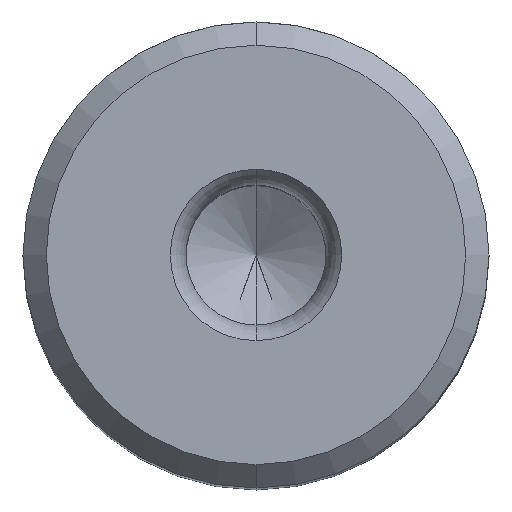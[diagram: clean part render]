
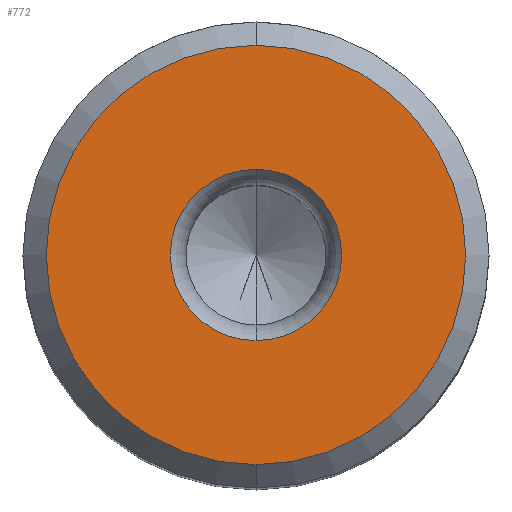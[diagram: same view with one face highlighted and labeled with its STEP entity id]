
A CAD part, top view. The second image highlights one B-rep face of the part: STEP entity #772.
In plain terms, the highlighted face is planar.
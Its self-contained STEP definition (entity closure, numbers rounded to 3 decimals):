
#179=CARTESIAN_POINT('',(0.,0.,0.));
#180=DIRECTION('',(0.,0.,-1.));
#181=DIRECTION('',(0.,1.,0.));
#182=AXIS2_PLACEMENT_3D('',#179,#180,#181);
#187=CARTESIAN_POINT('',(0.,0.,0.));
#188=DIRECTION('',(0.,0.,-1.));
#189=DIRECTION('',(0.,-1.,0.));
#190=AXIS2_PLACEMENT_3D('',#187,#188,#189);
#209=CARTESIAN_POINT('',(0.,0.,0.));
#210=DIRECTION('',(0.,0.,1.));
#211=DIRECTION('',(0.,1.,0.));
#212=AXIS2_PLACEMENT_3D('',#209,#210,#211);
#217=CARTESIAN_POINT('',(0.,0.,0.));
#218=DIRECTION('',(0.,0.,-1.));
#219=DIRECTION('',(0.,1.,0.));
#220=AXIS2_PLACEMENT_3D('',#217,#218,#219);
#702=CARTESIAN_POINT('',(0.,9.,0.));
#704=VERTEX_POINT('',#702);
#706=CARTESIAN_POINT('',(0.,-9.,0.));
#707=VERTEX_POINT('',#706);
#751=CARTESIAN_POINT('',(0.,3.677,0.));
#752=CARTESIAN_POINT('',(0.,-3.677,0.));
#753=VERTEX_POINT('',#751);
#754=VERTEX_POINT('',#752);
#755=CARTESIAN_POINT('',(0.,0.,0.));
#756=DIRECTION('',(0.,0.,-1.));
#757=DIRECTION('',(0.,-1.,0.));
#758=AXIS2_PLACEMENT_3D('',#755,#756,#757);
#759=PLANE('',#758);
#761=ORIENTED_EDGE('',*,*,#760,.T.);
#763=ORIENTED_EDGE('',*,*,#762,.F.);
#764=EDGE_LOOP('',(#761,#763));
#765=FACE_OUTER_BOUND('',#764,.F.);
#767=ORIENTED_EDGE('',*,*,#766,.T.);
#769=ORIENTED_EDGE('',*,*,#768,.T.);
#770=EDGE_LOOP('',(#767,#769));
#771=FACE_BOUND('',#770,.F.);
#183=CIRCLE('',#182,3.677);
#191=CIRCLE('',#190,3.677);
#213=CIRCLE('',#212,9.);
#221=CIRCLE('',#220,9.);
#760=EDGE_CURVE('',#704,#707,#213,.T.);
#762=EDGE_CURVE('',#704,#707,#221,.T.);
#766=EDGE_CURVE('',#753,#754,#183,.T.);
#768=EDGE_CURVE('',#754,#753,#191,.T.);
#772=ADVANCED_FACE('',(#765,#771),#759,.T.);
